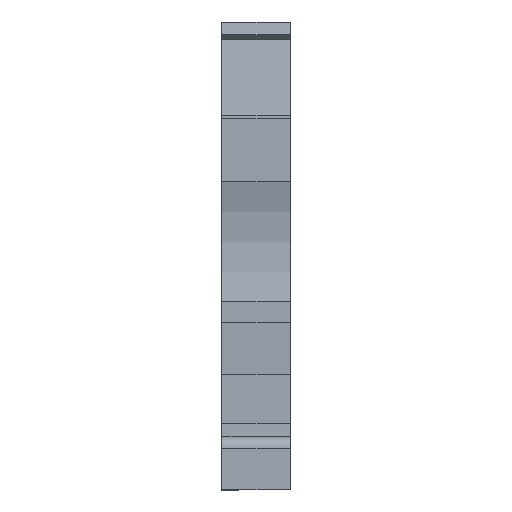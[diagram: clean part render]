
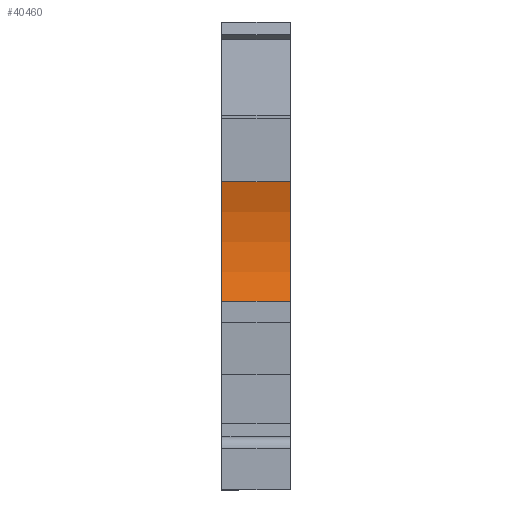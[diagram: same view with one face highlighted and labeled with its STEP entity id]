
A CAD part, front view. The second image highlights one B-rep face of the part: STEP entity #40460.
In plain terms, the highlighted cylindrical face has radius 15 mm (diameter 30 mm), a partial arc.
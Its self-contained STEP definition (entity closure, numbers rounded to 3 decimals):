
#5440=CARTESIAN_POINT('',(-1.878,16.929,
-5.15));
#5450=VERTEX_POINT('',#5440);
#5480=CARTESIAN_POINT('',(-15.532,10.719,
-5.15));
#5490=DIRECTION('',(0.,0.,-1.));
#5500=DIRECTION('',(1.,0.,0.));
#5510=AXIS2_PLACEMENT_3D('',#5480,#5490,#5500);
#5520=CIRCLE('',#5510,15.);
#5530=CARTESIAN_POINT('',(-0.781,7.997,
-5.15));
#5540=VERTEX_POINT('',#5530);
#5550=EDGE_CURVE('',#5450,#5540,#5520,.T.);
#14690=CARTESIAN_POINT('',(-0.781,7.997,
0.));
#14700=VERTEX_POINT('',#14690);
#14730=CARTESIAN_POINT('',(-15.532,10.719,
0.));
#14740=DIRECTION('',(0.,0.,-1.));
#14750=DIRECTION('',(1.,0.,0.));
#14760=AXIS2_PLACEMENT_3D('',#14730,#14740,#14750);
#14770=CIRCLE('',#14760,15.);
#14780=CARTESIAN_POINT('',(-1.878,16.929,
0.));
#14790=VERTEX_POINT('',#14780);
#14800=EDGE_CURVE('',#14790,#14700,#14770,.T.);
#40250=CARTESIAN_POINT('',(-15.532,10.719,
-5.15));
#40260=DIRECTION('',(0.,0.,-1.));
#40270=DIRECTION('',(1.,0.,0.));
#40280=AXIS2_PLACEMENT_3D('',#40250,#40260,#40270);
#40290=CYLINDRICAL_SURFACE('',#40280,15.);
#40300=ORIENTED_EDGE('',*,*,#5550,.T.);
#40310=CARTESIAN_POINT('',(-1.878,16.929,
0.));
#40320=DIRECTION('',(0.,0.,-1.));
#40330=VECTOR('',#40320,1.);
#40340=LINE('',#40310,#40330);
#40350=EDGE_CURVE('',#14790,#5450,#40340,.T.);
#40360=ORIENTED_EDGE('',*,*,#40350,.T.);
#40370=ORIENTED_EDGE('',*,*,#14800,.F.);
#40380=CARTESIAN_POINT('',(-0.781,7.997,
-5.15));
#40390=DIRECTION('',(0.,0.,-1.));
#40400=VECTOR('',#40390,1.);
#40410=LINE('',#40380,#40400);
#40420=EDGE_CURVE('',#14700,#5540,#40410,.T.);
#40430=ORIENTED_EDGE('',*,*,#40420,.F.);
#40440=EDGE_LOOP('',(#40430,#40370,#40360,#40300));
#40450=FACE_OUTER_BOUND('',#40440,.T.);
#40460=ADVANCED_FACE('',(#40450),#40290,.F.);
